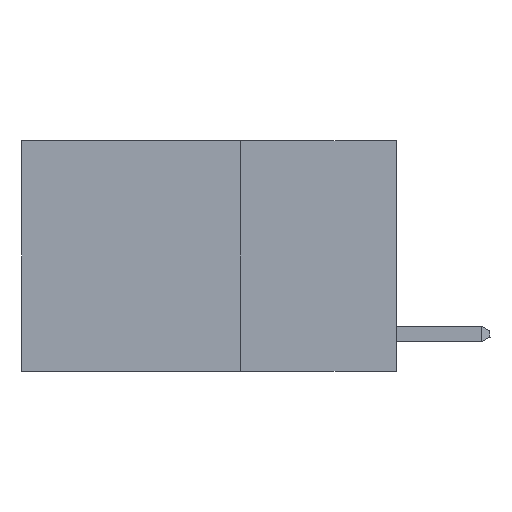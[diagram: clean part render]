
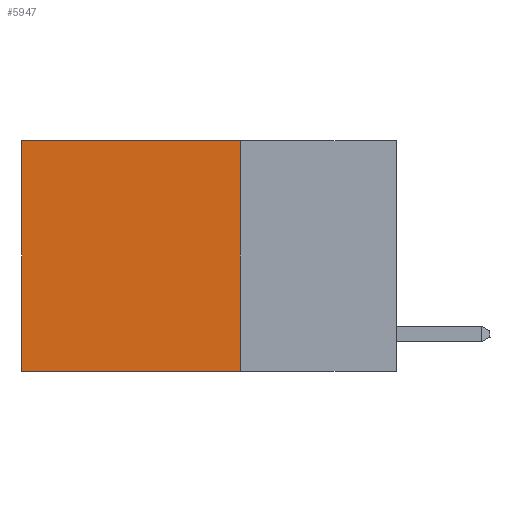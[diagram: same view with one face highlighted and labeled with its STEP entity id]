
A CAD part, left-side view. The second image highlights one B-rep face of the part: STEP entity #5947.
In plain terms, the highlighted planar face has unit normal (-1, 0, 0).
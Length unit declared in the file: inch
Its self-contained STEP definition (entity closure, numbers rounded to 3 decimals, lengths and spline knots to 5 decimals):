
#2180 = LINE ( 'NONE', #17228, #20004 ) ;
#2861 = EDGE_CURVE ( 'NONE', #19129, #7512, #21572, .T. ) ;
#3493 = DIRECTION ( 'NONE',  ( 0., 0., -1. ) ) ;
#3914 = CARTESIAN_POINT ( 'NONE',  ( 0.2625, 0.25, -0.37 ) ) ;
#5619 = VERTEX_POINT ( 'NONE', #3914 ) ;
#5947 = ADVANCED_FACE ( 'NONE', ( #17269 ), #17217, .F. ) ;
#6260 = AXIS2_PLACEMENT_3D ( 'NONE', #17289, #6653, #19065 ) ;
#6375 = EDGE_CURVE ( 'NONE', #5619, #7045, #8377, .T. ) ;
#6581 = DIRECTION ( 'NONE',  ( 0., 0., -1. ) ) ;
#6653 = DIRECTION ( 'NONE',  ( 1., 0., 0. ) ) ;
#7045 = VERTEX_POINT ( 'NONE', #22028 ) ;
#7512 = VERTEX_POINT ( 'NONE', #15172 ) ;
#8377 = LINE ( 'NONE', #18666, #17250 ) ;
#9080 = EDGE_CURVE ( 'NONE', #7512, #7045, #22474, .T. ) ;
#9737 = CARTESIAN_POINT ( 'NONE',  ( 0.2625, 0.25, 0. ) ) ;
#11756 = ORIENTED_EDGE ( 'NONE', *, *, #21740, .F. ) ;
#11776 = CARTESIAN_POINT ( 'NONE',  ( 0.2625, 0.25, 0. ) ) ;
#13365 = ORIENTED_EDGE ( 'NONE', *, *, #6375, .F. ) ;
#15172 = CARTESIAN_POINT ( 'NONE',  ( 0.2625, 0.6, 0. ) ) ;
#15340 = ORIENTED_EDGE ( 'NONE', *, *, #9080, .T. ) ;
#17101 = DIRECTION ( 'NONE',  ( 0., 1., 0. ) ) ;
#17217 = PLANE ( 'NONE',  #6260 ) ;
#17228 = CARTESIAN_POINT ( 'NONE',  ( 0.2625, 0.25, 0. ) ) ;
#17250 = VECTOR ( 'NONE', #20434, 39.37008 ) ;
#17269 = FACE_OUTER_BOUND ( 'NONE', #17997, .T. ) ;
#17289 = CARTESIAN_POINT ( 'NONE',  ( 0.2625, 0.25, 0. ) ) ;
#17781 = VECTOR ( 'NONE', #3493, 39.37008 ) ;
#17997 = EDGE_LOOP ( 'NONE', ( #15340, #13365, #11756, #21683 ) ) ;
#18666 = CARTESIAN_POINT ( 'NONE',  ( 0.2625, 0.25, -0.37 ) ) ;
#19065 = DIRECTION ( 'NONE',  ( 0., 0., -1. ) ) ;
#19129 = VERTEX_POINT ( 'NONE', #9737 ) ;
#19429 = CARTESIAN_POINT ( 'NONE',  ( 0.2625, 0.6, 0. ) ) ;
#20004 = VECTOR ( 'NONE', #6581, 39.37008 ) ;
#20434 = DIRECTION ( 'NONE',  ( 0., 1., 0. ) ) ;
#21017 = VECTOR ( 'NONE', #17101, 39.37008 ) ;
#21572 = LINE ( 'NONE', #11776, #21017 ) ;
#21683 = ORIENTED_EDGE ( 'NONE', *, *, #2861, .T. ) ;
#21740 = EDGE_CURVE ( 'NONE', #19129, #5619, #2180, .T. ) ;
#22028 = CARTESIAN_POINT ( 'NONE',  ( 0.2625, 0.6, -0.37 ) ) ;
#22474 = LINE ( 'NONE', #19429, #17781 ) ;
